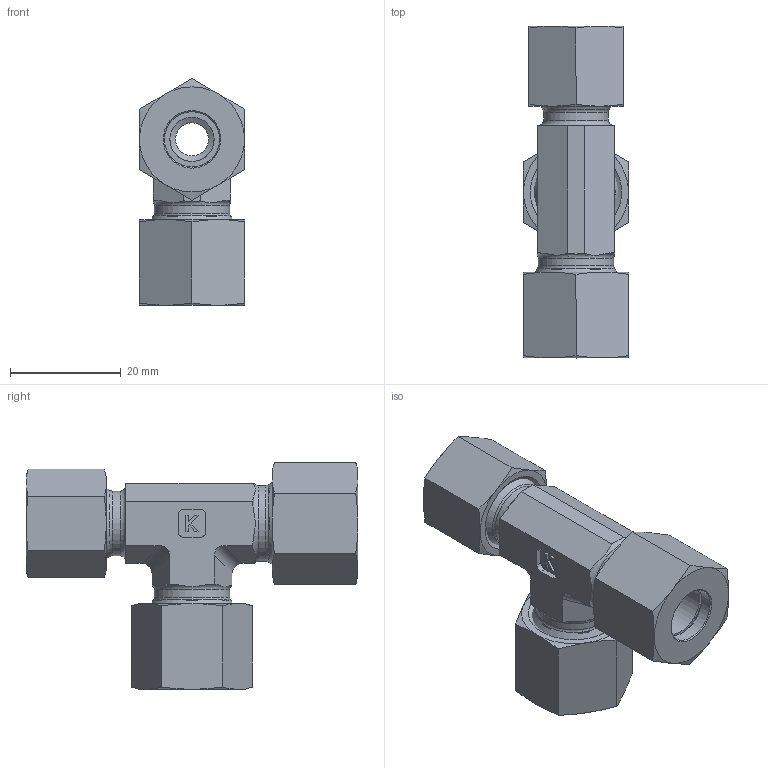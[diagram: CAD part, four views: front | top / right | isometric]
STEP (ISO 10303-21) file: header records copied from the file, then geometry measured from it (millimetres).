
FILE_DESCRIPTION((''),'2;1');
FILE_NAME('384100810.stp','2014-08-15T15:19:16',(''),('KNOMI spol. s r. o.'),'Autodesk Inventor 2012','Autodesk Inventor 2012','');
FILE_SCHEMA(('AUTOMOTIVE_DESIGN { 1 2 10303 214 0 1 1 1 }'));
Length unit declared in the file: millimetre
Products named in the file (6): TS2K 10/08/10L M16/M14/M16; 374 100810; 40108; 40110; 3910814; 3911016
Assembly tree (7 placements, depth 2):
  TS2K 10/08/10L M16/M14/M16
    374 100810
    40108
    40110  x2
    3910814
    3911016  x2
Bounding box: 19 x 60 x 40.97 mm (x, y, z)
Volume: 15025.3 mm3; surface area: 12617.9 mm2
Topology: 7 solids, 7 shells, 217 faces, 502 edges, 323 vertices
Faces by surface type: plane 104, cone 67, cylinder 37, torus 9
Full cylindrical faces by diameter (mm): 6 x1, 8 x5, 10 x7, 11.7 x1, 12 x1, 12.3 x2, 12.376 x1, 13.7 x2, 14 x3, 14.376 x2, 16 x2
Entity records: 5190 total; most frequent: CARTESIAN_POINT 1053, DIRECTION 800, ORIENTED_EDGE 686, EDGE_CURVE 343, AXIS2_PLACEMENT_3D 330, EDGE_LOOP 266, VERTEX_POINT 243, STYLED_ITEM 195
